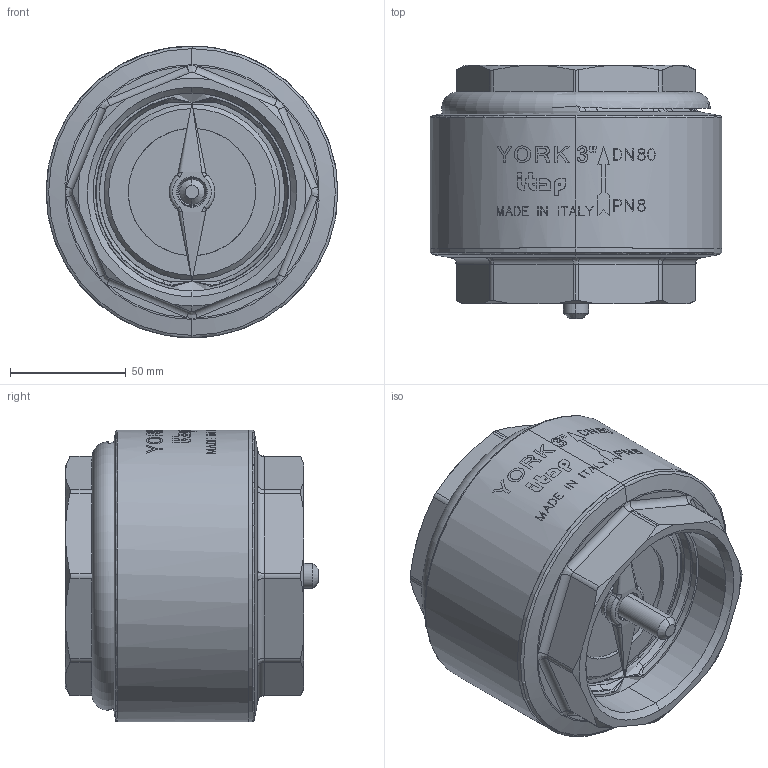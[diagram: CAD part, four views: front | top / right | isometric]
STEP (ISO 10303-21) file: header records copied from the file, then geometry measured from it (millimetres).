
FILE_DESCRIPTION (( 'STEP AP214' ), '1' );
FILE_NAME ('IT-YORK10311.STEP', '2018-09-24T08:47:36', ( '' ), ( '' ), 'SwSTEP 2.0', 'SolidWorks 2018', '' );
FILE_SCHEMA (( 'AUTOMOTIVE_DESIGN' ));
Length unit declared in the file: millimetre
Products named in the file (1): IT-YORK10311
Bounding box: 125.99 x 109.5 x 126 mm (x, y, z)
Surface area: 121877.1 mm2 (no closed solid volume)
Topology: 0 solids, 6 shells, 305 faces, 1148 edges, 890 vertices
Faces by surface type: cylinder 109, bspline 68, plane 53, cone 42, torus 33
Entity records: 19853 total; most frequent: CARTESIAN_POINT 12481, ORIENTED_EDGE 2240, EDGE_CURVE 1141, B_SPLINE_CURVE_WITH_KNOTS 1071, VERTEX_POINT 884, DIRECTION 486, EDGE_LOOP 360, FACE_OUTER_BOUND 306
